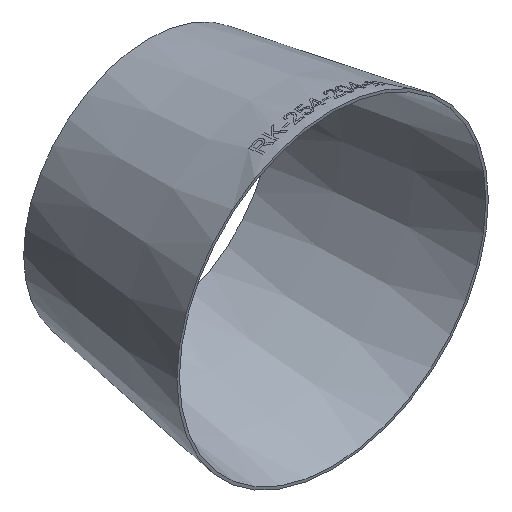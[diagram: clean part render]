
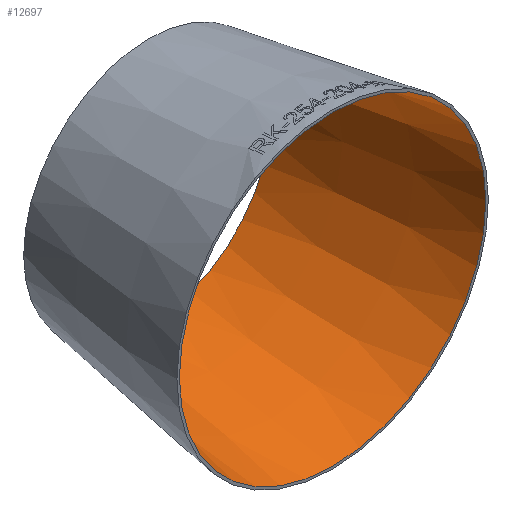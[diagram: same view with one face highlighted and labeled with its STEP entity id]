
A CAD part, isometric view. The second image highlights one B-rep face of the part: STEP entity #12697.
In plain terms, the highlighted conical face has half-angle 9.462 degrees and reference radius 124.972 mm.
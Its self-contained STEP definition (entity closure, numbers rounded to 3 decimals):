
#741 = AXIS2_PLACEMENT_3D ( 'NONE', #8743, #10523, #10635 ) ;
#979 = EDGE_CURVE ( 'NONE', #10600, #10600, #16096, .T. ) ;
#1053 = FACE_BOUND ( 'NONE', #19895, .T. ) ;
#1092 = ORIENTED_EDGE ( 'NONE', *, *, #9826, .F. ) ;
#2471 = AXIS2_PLACEMENT_3D ( 'NONE', #6839, #6950, #16713 ) ;
#2499 = VERTEX_POINT ( 'NONE', #14016 ) ;
#5238 = DIRECTION ( 'NONE',  ( 0., -1., 0. ) ) ;
#6839 = CARTESIAN_POINT ( 'NONE',  ( 0., 0., 0. ) ) ;
#6950 = DIRECTION ( 'NONE',  ( 0., -1., 0. ) ) ;
#8639 = DIRECTION ( 'NONE',  ( 0., 0., -1. ) ) ;
#8743 = CARTESIAN_POINT ( 'NONE',  ( 0., 0., 0. ) ) ;
#9826 = EDGE_CURVE ( 'NONE', #2499, #2499, #14147, .T. ) ;
#10523 = DIRECTION ( 'NONE',  ( 0., -1., 0. ) ) ;
#10600 = VERTEX_POINT ( 'NONE', #17097 ) ;
#10635 = DIRECTION ( 'NONE',  ( 0., 0., -1. ) ) ;
#12697 = ADVANCED_FACE ( 'NONE', ( #1053, #15430 ), #15703, .F. ) ;
#13809 = AXIS2_PLACEMENT_3D ( 'NONE', #18310, #5238, #8639 ) ;
#14016 = CARTESIAN_POINT ( 'NONE',  ( 0., 150., -99.972 ) ) ;
#14147 = CIRCLE ( 'NONE', #13809, 99.972 ) ;
#14758 = ORIENTED_EDGE ( 'NONE', *, *, #979, .T. ) ;
#15430 = FACE_OUTER_BOUND ( 'NONE', #17760, .T. ) ;
#15703 = CONICAL_SURFACE ( 'NONE', #741, 124.972, 0.165 ) ;
#16096 = CIRCLE ( 'NONE', #2471, 124.972 ) ;
#16713 = DIRECTION ( 'NONE',  ( 0., 0., -1. ) ) ;
#17097 = CARTESIAN_POINT ( 'NONE',  ( 0., 0., -124.972 ) ) ;
#17760 = EDGE_LOOP ( 'NONE', ( #14758 ) ) ;
#18310 = CARTESIAN_POINT ( 'NONE',  ( 0., 150., 0. ) ) ;
#19895 = EDGE_LOOP ( 'NONE', ( #1092 ) ) ;
